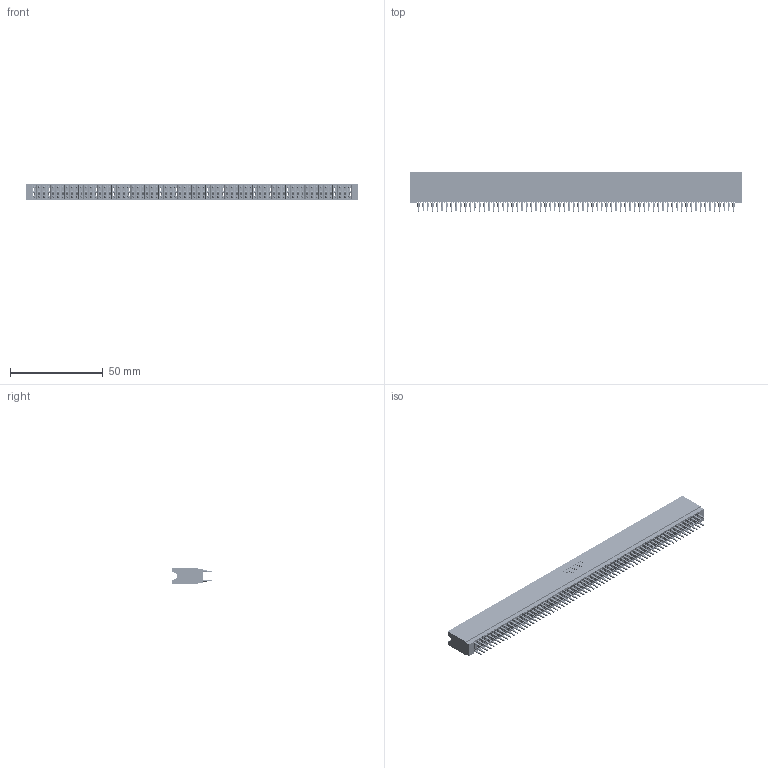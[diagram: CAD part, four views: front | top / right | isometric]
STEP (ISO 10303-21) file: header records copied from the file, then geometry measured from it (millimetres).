
FILE_DESCRIPTION (( 'STEP AP203' ), '1' );
FILE_NAME ('745-136-560-206.STEP', '2020-09-14T20:56:16', ( '' ), ( '' ), 'SwSTEP 2.0', 'SolidWorks 2020', '' );
FILE_SCHEMA (( 'CONFIG_CONTROL_DESIGN' ));
Length unit declared in the file: inch
Products named in the file (3): 745-136-560-206; 745-292-001_560; 745 Part_Insulator Option - 06
Assembly tree (137 placements, depth 2):
  745-136-560-206
    745 Part_Insulator Option - 06
    745-292-001_560  x136
Bounding box: 179.32 x 21.22 x 8.89 mm (x, y, z)
Volume: 16472.8 mm3; surface area: 36262.5 mm2
Topology: 137 solids, 137 shells, 13492 faces, 36912 edges, 23428 vertices
Faces by surface type: plane 6992, cylinder 2964, bspline 2720, torus 816
Entity records: 111279 total; most frequent: CARTESIAN_POINT 19796, ORIENTED_EDGE 19284, DIRECTION 16828, EDGE_CURVE 9642, VECTOR 9044, LINE 9044, VERTEX_POINT 6148, AXIS2_PLACEMENT_3D 3892
